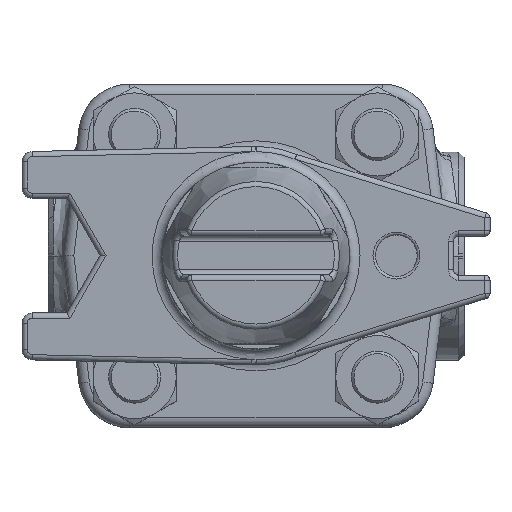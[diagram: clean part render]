
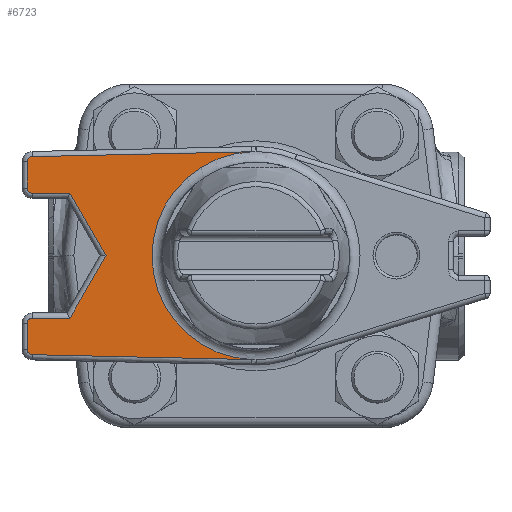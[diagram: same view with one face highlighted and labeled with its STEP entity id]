
A CAD part, top view. The second image highlights one B-rep face of the part: STEP entity #6723.
In plain terms, the highlighted planar face has unit normal (0, 0, 1).
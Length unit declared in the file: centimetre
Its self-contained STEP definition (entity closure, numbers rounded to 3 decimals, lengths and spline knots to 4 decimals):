
#549=LINE('',#11086,#865);
#550=LINE('',#11090,#866);
#551=LINE('',#11095,#867);
#552=LINE('',#11111,#868);
#553=LINE('',#11127,#869);
#554=LINE('',#11163,#870);
#555=LINE('',#11167,#871);
#556=LINE('',#11170,#872);
#865=VECTOR('',#8669,1.3856);
#866=VECTOR('',#8674,1.3856);
#867=VECTOR('',#8681,0.7226);
#868=VECTOR('',#8690,0.5044);
#869=VECTOR('',#8699,4.2133);
#870=VECTOR('',#8708,4.2133);
#871=VECTOR('',#8711,0.5044);
#872=VECTOR('',#8714,0.7226);
#1208=PLANE('',#7370);
#1648=FACE_OUTER_BOUND('',#2124,.T.);
#2124=EDGE_LOOP('',(#5213,#5214,#5215,#5216,#5217,#5218,#5219,#5220,#5221,
#5222,#5223,#5224,#5225));
#2635=CIRCLE('',#7360,0.1);
#2638=CIRCLE('',#7364,0.1);
#2641=CIRCLE('',#7369,2.);
#2642=CIRCLE('',#7371,0.1);
#2643=CIRCLE('',#7372,0.1);
#3060=VERTEX_POINT('',#11083);
#3061=VERTEX_POINT('',#11085);
#3062=VERTEX_POINT('',#11089);
#3063=VERTEX_POINT('',#11093);
#3064=VERTEX_POINT('',#11105);
#3065=VERTEX_POINT('',#11109);
#3066=VERTEX_POINT('',#11121);
#3067=VERTEX_POINT('',#11125);
#3069=VERTEX_POINT('',#11155);
#3070=VERTEX_POINT('',#11162);
#3071=VERTEX_POINT('',#11164);
#3072=VERTEX_POINT('',#11166);
#3073=VERTEX_POINT('',#11168);
#3839=EDGE_CURVE('',#3060,#3061,#549,.T.);
#3841=EDGE_CURVE('',#3061,#3062,#550,.T.);
#3844=EDGE_CURVE('',#3060,#3063,#551,.T.);
#3846=EDGE_CURVE('',#3064,#3063,#2635,.T.);
#3848=EDGE_CURVE('',#3065,#3064,#552,.T.);
#3850=EDGE_CURVE('',#3066,#3065,#2638,.T.);
#3852=EDGE_CURVE('',#3067,#3066,#553,.T.);
#3856=EDGE_CURVE('',#3069,#3067,#2641,.T.);
#3857=EDGE_CURVE('',#3070,#3069,#554,.T.);
#3858=EDGE_CURVE('',#3071,#3070,#2642,.T.);
#3859=EDGE_CURVE('',#3072,#3071,#555,.T.);
#3860=EDGE_CURVE('',#3073,#3072,#2643,.T.);
#3861=EDGE_CURVE('',#3073,#3062,#556,.T.);
#5213=ORIENTED_EDGE('',*,*,#3844,.T.);
#5214=ORIENTED_EDGE('',*,*,#3846,.F.);
#5215=ORIENTED_EDGE('',*,*,#3848,.F.);
#5216=ORIENTED_EDGE('',*,*,#3850,.F.);
#5217=ORIENTED_EDGE('',*,*,#3852,.F.);
#5218=ORIENTED_EDGE('',*,*,#3856,.F.);
#5219=ORIENTED_EDGE('',*,*,#3857,.F.);
#5220=ORIENTED_EDGE('',*,*,#3858,.F.);
#5221=ORIENTED_EDGE('',*,*,#3859,.F.);
#5222=ORIENTED_EDGE('',*,*,#3860,.F.);
#5223=ORIENTED_EDGE('',*,*,#3861,.T.);
#5224=ORIENTED_EDGE('',*,*,#3841,.F.);
#5225=ORIENTED_EDGE('',*,*,#3839,.F.);
#6723=ADVANCED_FACE('',(#1648),#1208,.T.);
#7360=AXIS2_PLACEMENT_3D('',#11107,#8684,#8685);
#7364=AXIS2_PLACEMENT_3D('',#11123,#8693,#8694);
#7369=AXIS2_PLACEMENT_3D('',#11160,#8704,#8705);
#7370=AXIS2_PLACEMENT_3D('',#11161,#8706,#8707);
#7371=AXIS2_PLACEMENT_3D('',#11165,#8709,#8710);
#7372=AXIS2_PLACEMENT_3D('',#11169,#8712,#8713);
#8669=DIRECTION('',(0.5,0.866,0.));
#8674=DIRECTION('',(-0.5,0.866,0.));
#8681=DIRECTION('',(-1.,0.,0.));
#8684=DIRECTION('center_axis',(0.,0.,-1.));
#8685=DIRECTION('ref_axis',(-0.707,0.707,0.));
#8690=DIRECTION('',(0.,1.,0.));
#8693=DIRECTION('center_axis',(0.,0.,-1.));
#8694=DIRECTION('ref_axis',(-0.715,-0.699,0.));
#8699=DIRECTION('',(-1.,0.022,0.));
#8704=DIRECTION('center_axis',(0.,0.,1.));
#8705=DIRECTION('ref_axis',(1.,0.,0.));
#8706=DIRECTION('center_axis',(0.,0.,1.));
#8707=DIRECTION('ref_axis',(-1.,0.,0.));
#8708=DIRECTION('',(1.,0.022,0.));
#8709=DIRECTION('center_axis',(0.,0.,-1.));
#8710=DIRECTION('ref_axis',(-0.715,0.699,0.));
#8711=DIRECTION('',(0.,1.,0.));
#8712=DIRECTION('center_axis',(0.,0.,-1.));
#8713=DIRECTION('ref_axis',(-0.707,-0.707,0.));
#8714=DIRECTION('',(1.,0.,0.));
#11083=CARTESIAN_POINT('',(-4.1073,-1.0161,6.85));
#11085=CARTESIAN_POINT('',(-3.4145,0.1839,6.85));
#11086=CARTESIAN_POINT('',(-3.3525,0.2911,6.85));
#11089=CARTESIAN_POINT('',(-4.1073,1.3839,6.85));
#11090=CARTESIAN_POINT('',(-3.6701,0.6266,6.85));
#11093=CARTESIAN_POINT('',(-4.8299,-1.0161,6.85));
#11095=CARTESIAN_POINT('',(-3.4843,-1.0161,6.85));
#11105=CARTESIAN_POINT('',(-4.9299,-1.1161,6.85));
#11107=CARTESIAN_POINT('Origin',(-4.8299,-1.1161,6.85));
#11109=CARTESIAN_POINT('',(-4.9299,-1.6205,6.85));
#11111=CARTESIAN_POINT('',(-4.9299,-0.3661,6.85));
#11121=CARTESIAN_POINT('',(-4.8321,-1.7205,6.85));
#11123=CARTESIAN_POINT('Origin',(-4.8299,-1.6205,6.85));
#11125=CARTESIAN_POINT('',(-0.6199,-1.8141,6.85));
#11127=CARTESIAN_POINT('',(-3.9373,-1.7404,6.85));
#11155=CARTESIAN_POINT('',(-0.6199,2.1818,6.85));
#11160=CARTESIAN_POINT('Origin',(-0.5299,0.1839,6.85));
#11161=CARTESIAN_POINT('Origin',(-2.8036,0.1839,6.85));
#11162=CARTESIAN_POINT('',(-4.8321,2.0882,6.85));
#11163=CARTESIAN_POINT('',(-1.6873,2.1581,6.85));
#11164=CARTESIAN_POINT('',(-4.9299,1.9882,6.85));
#11165=CARTESIAN_POINT('Origin',(-4.8299,1.9882,6.85));
#11166=CARTESIAN_POINT('',(-4.9299,1.4839,6.85));
#11167=CARTESIAN_POINT('',(-4.9299,1.1839,6.85));
#11168=CARTESIAN_POINT('',(-4.8299,1.3839,6.85));
#11169=CARTESIAN_POINT('Origin',(-4.8299,1.4839,6.85));
#11170=CARTESIAN_POINT('',(-3.9168,1.3839,6.85));
